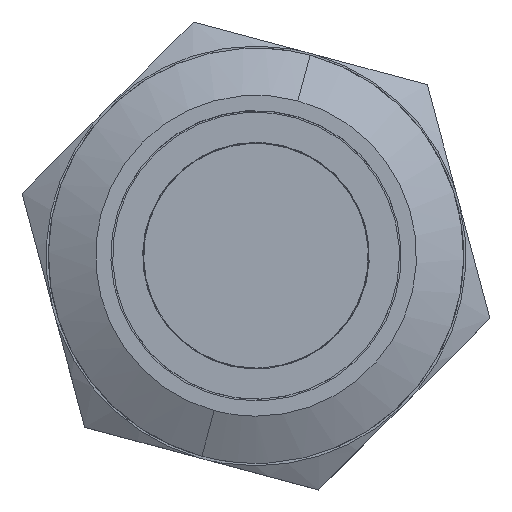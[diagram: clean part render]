
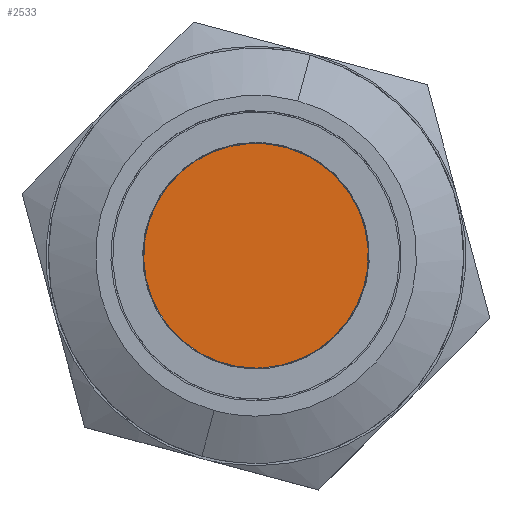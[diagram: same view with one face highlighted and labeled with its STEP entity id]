
A CAD part, top view. The second image highlights one B-rep face of the part: STEP entity #2533.
In plain terms, the highlighted planar face has unit normal (0, 0, 1).
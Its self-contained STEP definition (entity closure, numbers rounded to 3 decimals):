
#2533=ADVANCED_FACE('',(#5671),#5672,.F.);
#5671=FACE_OUTER_BOUND('',#10078,.T.);
#5672=PLANE('',#10079);
#10078=EDGE_LOOP('',(#17325,#17326,#17327));
#10079=AXIS2_PLACEMENT_3D('',#17328,#17329,#17330);
#17325=ORIENTED_EDGE('',*,*,#21973,.F.);
#17326=ORIENTED_EDGE('',*,*,#21972,.F.);
#17327=ORIENTED_EDGE('',*,*,#21325,.F.);
#17328=CARTESIAN_POINT('',(6.19,0.,0.0));
#17329=DIRECTION('',(0.0,0.0,-1.0));
#17330=DIRECTION('',(0.0,-1.0,0.0));
#21325=EDGE_CURVE('',#25725,#25728,#25729,.T.);
#21972=EDGE_CURVE('',#25728,#26936,#26937,.T.);
#21973=EDGE_CURVE('',#26936,#25725,#26938,.T.);
#25725=VERTEX_POINT('',#32224);
#25728=VERTEX_POINT('',#32228);
#25729=CIRCLE('',#32229,5.95);
#26936=VERTEX_POINT('',#33715);
#26937=CIRCLE('',#33716,5.95);
#26938=CIRCLE('',#33717,5.95);
#32224=CARTESIAN_POINT('',(-0.374,5.938,0.0));
#32228=CARTESIAN_POINT('',(0.374,-5.938,0.0));
#32229=AXIS2_PLACEMENT_3D('',#36580,#36581,#36582);
#33715=CARTESIAN_POINT('',(0.0,-5.95,0.0));
#33716=AXIS2_PLACEMENT_3D('',#37825,#37826,#37827);
#33717=AXIS2_PLACEMENT_3D('',#37828,#37829,#37830);
#36580=CARTESIAN_POINT('',(0.0,0.0,0.0));
#36581=DIRECTION('',(0.0,0.0,-1.0));
#36582=DIRECTION('',(0.0,1.0,0.0));
#37825=CARTESIAN_POINT('',(0.0,0.0,0.0));
#37826=DIRECTION('',(0.0,0.0,-1.0));
#37827=DIRECTION('',(0.0,1.0,0.0));
#37828=CARTESIAN_POINT('',(0.0,0.0,0.0));
#37829=DIRECTION('',(0.0,0.0,-1.0));
#37830=DIRECTION('',(0.0,1.0,0.0));
